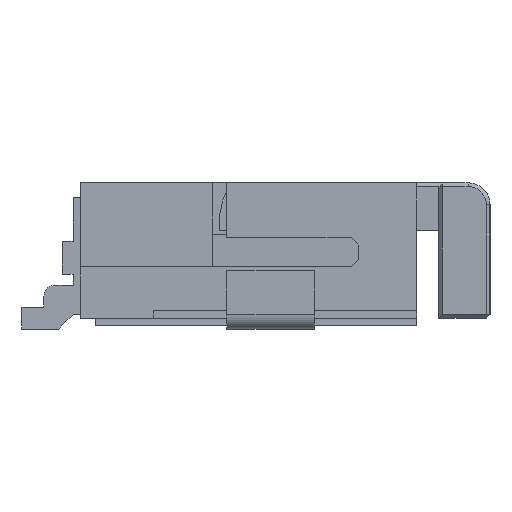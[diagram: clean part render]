
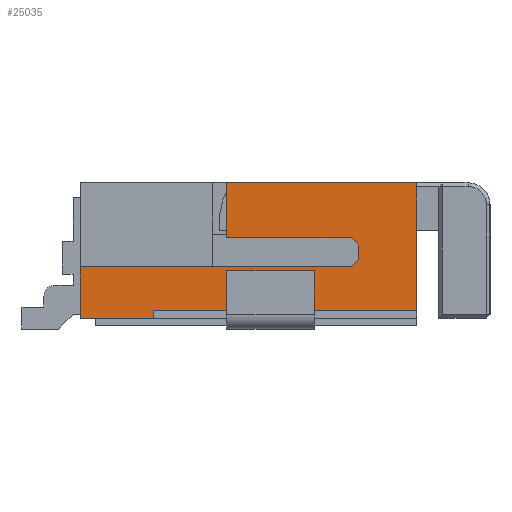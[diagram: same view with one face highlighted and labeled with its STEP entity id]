
A CAD part, left-side view. The second image highlights one B-rep face of the part: STEP entity #25035.
In plain terms, the highlighted planar face has unit normal (-1, 0, 0).
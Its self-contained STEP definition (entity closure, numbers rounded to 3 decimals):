
#664=FACE_OUTER_BOUND('',#1981,.T.);
#1981=EDGE_LOOP('',(#18761,#18762,#18763,#18764,#18765,#18766,#18767,#18768,
#18769,#18770,#18771,#18772));
#4327=LINE('',#36516,#7838);
#4332=LINE('',#36525,#7843);
#4336=LINE('',#36534,#7847);
#4340=LINE('',#36541,#7851);
#4341=LINE('',#36545,#7852);
#4344=LINE('',#36550,#7855);
#4346=LINE('',#36553,#7857);
#4347=LINE('',#36556,#7858);
#4349=LINE('',#36560,#7860);
#4376=LINE('',#36613,#7887);
#4535=LINE('',#36928,#8046);
#4536=LINE('',#36930,#8047);
#7838=VECTOR('',#29648,0.1);
#7843=VECTOR('',#29655,3.6);
#7847=VECTOR('',#29663,0.141);
#7851=VECTOR('',#29669,3.7);
#7852=VECTOR('',#29672,0.141);
#7855=VECTOR('',#29677,1.7);
#7857=VECTOR('',#29681,0.2);
#7858=VECTOR('',#29684,0.75);
#7860=VECTOR('',#29688,2.6);
#7887=VECTOR('',#29735,1.75);
#8046=VECTOR('',#29926,0.7);
#8047=VECTOR('',#29929,1.);
#10920=VERTEX_POINT('',#36512);
#10922=VERTEX_POINT('',#36515);
#10925=VERTEX_POINT('',#36523);
#10927=VERTEX_POINT('',#36531);
#10928=VERTEX_POINT('',#36533);
#10930=VERTEX_POINT('',#36539);
#10931=VERTEX_POINT('',#36543);
#10932=VERTEX_POINT('',#36544);
#10933=VERTEX_POINT('',#36549);
#10934=VERTEX_POINT('',#36555);
#10935=VERTEX_POINT('',#36559);
#11091=VERTEX_POINT('',#36926);
#13749=EDGE_CURVE('',#10922,#10920,#4327,.T.);
#13754=EDGE_CURVE('',#10920,#10925,#4332,.T.);
#13758=EDGE_CURVE('',#10927,#10928,#4336,.T.);
#13762=EDGE_CURVE('',#10930,#10927,#4340,.T.);
#13763=EDGE_CURVE('',#10931,#10932,#4341,.T.);
#13766=EDGE_CURVE('',#10932,#10933,#4344,.T.);
#13768=EDGE_CURVE('',#10928,#10931,#4346,.T.);
#13769=EDGE_CURVE('',#10933,#10934,#4347,.T.);
#13771=EDGE_CURVE('',#10934,#10935,#4349,.T.);
#13798=EDGE_CURVE('',#10925,#10935,#4376,.T.);
#13957=EDGE_CURVE('',#11091,#10930,#4535,.T.);
#13958=EDGE_CURVE('',#11091,#10922,#4536,.T.);
#18761=ORIENTED_EDGE('',*,*,#13798,.T.);
#18762=ORIENTED_EDGE('',*,*,#13771,.F.);
#18763=ORIENTED_EDGE('',*,*,#13769,.F.);
#18764=ORIENTED_EDGE('',*,*,#13766,.F.);
#18765=ORIENTED_EDGE('',*,*,#13763,.F.);
#18766=ORIENTED_EDGE('',*,*,#13768,.F.);
#18767=ORIENTED_EDGE('',*,*,#13758,.F.);
#18768=ORIENTED_EDGE('',*,*,#13762,.F.);
#18769=ORIENTED_EDGE('',*,*,#13957,.F.);
#18770=ORIENTED_EDGE('',*,*,#13958,.T.);
#18771=ORIENTED_EDGE('',*,*,#13749,.T.);
#18772=ORIENTED_EDGE('',*,*,#13754,.T.);
#23405=PLANE('',#26318);
#25035=ADVANCED_FACE('',(#664),#23405,.T.);
#26318=AXIS2_PLACEMENT_3D('',#36929,#29927,#29928);
#29648=DIRECTION('',(0.,0.,1.));
#29655=DIRECTION('',(0.,-1.,0.));
#29663=DIRECTION('',(0.,-0.707,0.707));
#29669=DIRECTION('',(0.,-1.,0.));
#29672=DIRECTION('',(0.,0.707,0.707));
#29677=DIRECTION('',(0.,1.,0.));
#29681=DIRECTION('',(0.,0.,1.));
#29684=DIRECTION('',(0.,0.,1.));
#29688=DIRECTION('',(0.,-1.,0.));
#29735=DIRECTION('',(0.,0.,1.));
#29926=DIRECTION('',(0.,0.,1.));
#29927=DIRECTION('center_axis',(-1.,0.,0.));
#29928=DIRECTION('ref_axis',(0.,0.,-1.));
#29929=DIRECTION('',(0.,-1.,0.));
#36512=CARTESIAN_POINT('',(-9.05,0.3,0.25));
#36515=CARTESIAN_POINT('',(-9.05,0.3,0.15));
#36516=CARTESIAN_POINT('',(-9.05,0.3,0.25));
#36523=CARTESIAN_POINT('',(-9.05,-3.3,0.25));
#36525=CARTESIAN_POINT('',(-9.05,1.3,0.25));
#36531=CARTESIAN_POINT('',(-9.05,-2.4,0.85));
#36533=CARTESIAN_POINT('',(-9.05,-2.5,0.95));
#36534=CARTESIAN_POINT('',(-9.05,-1.5,-0.05));
#36539=CARTESIAN_POINT('',(-9.05,1.3,0.85));
#36541=CARTESIAN_POINT('',(-9.05,1.3,0.85));
#36543=CARTESIAN_POINT('',(-9.05,-2.5,1.15));
#36544=CARTESIAN_POINT('',(-9.05,-2.4,1.25));
#36545=CARTESIAN_POINT('',(-9.05,-1.6,2.05));
#36549=CARTESIAN_POINT('',(-9.05,-0.7,1.25));
#36550=CARTESIAN_POINT('',(-9.05,-2.5,1.25));
#36553=CARTESIAN_POINT('',(-9.05,-2.5,0.85));
#36555=CARTESIAN_POINT('',(-9.05,-0.7,2.));
#36556=CARTESIAN_POINT('',(-9.05,-0.7,1.25));
#36559=CARTESIAN_POINT('',(-9.05,-3.3,2.));
#36560=CARTESIAN_POINT('',(-9.05,-0.7,2.));
#36613=CARTESIAN_POINT('',(-9.05,-3.3,0.962));
#36926=CARTESIAN_POINT('',(-9.05,1.3,0.15));
#36928=CARTESIAN_POINT('',(-9.05,1.3,0.25));
#36929=CARTESIAN_POINT('Origin',(-9.05,1.3,0.85));
#36930=CARTESIAN_POINT('',(-9.05,1.3,0.15));
